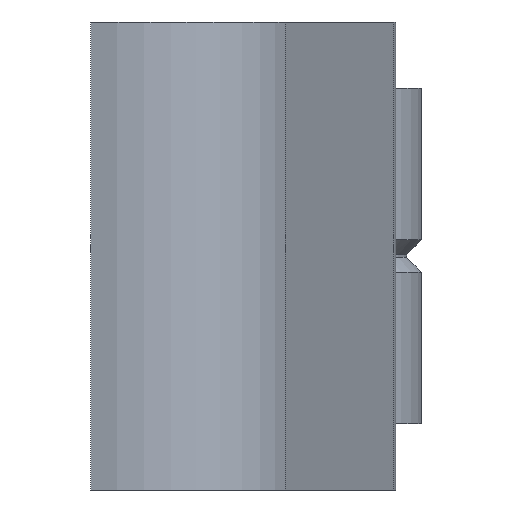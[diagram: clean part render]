
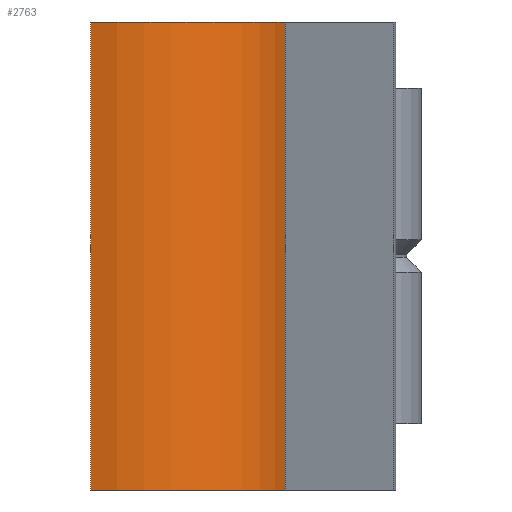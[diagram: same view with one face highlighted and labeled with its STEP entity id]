
A CAD part, front view. The second image highlights one B-rep face of the part: STEP entity #2763.
In plain terms, the highlighted cylindrical face has radius 10.475 mm (diameter 20.95 mm), a partial arc.
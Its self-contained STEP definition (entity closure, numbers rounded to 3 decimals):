
#115 = CARTESIAN_POINT ( 'NONE',  ( 15.875, 11.95, -37.5 ) ) ;
#251 = EDGE_CURVE ( 'NONE', #3458, #1271, #4010, .T. ) ;
#272 = AXIS2_PLACEMENT_3D ( 'NONE', #3007, #727, #3377 ) ;
#406 = EDGE_LOOP ( 'NONE', ( #4702, #3811, #3716, #4054 ) ) ;
#473 = CARTESIAN_POINT ( 'NONE',  ( -15.875, 11.95, -37.5 ) ) ;
#727 = DIRECTION ( 'NONE',  ( -1., 0., 0. ) ) ;
#843 = CARTESIAN_POINT ( 'NONE',  ( 15.875, 1.475, -37.5 ) ) ;
#946 = DIRECTION ( 'NONE',  ( 1., 0., 0. ) ) ;
#949 = AXIS2_PLACEMENT_3D ( 'NONE', #843, #3486, #1216 ) ;
#1216 = DIRECTION ( 'NONE',  ( 0., 0., 1. ) ) ;
#1271 = VERTEX_POINT ( 'NONE', #115 ) ;
#1337 = FACE_OUTER_BOUND ( 'NONE', #406, .T. ) ;
#1457 = AXIS2_PLACEMENT_3D ( 'NONE', #2042, #3918, #2020 ) ;
#1636 = CARTESIAN_POINT ( 'NONE',  ( -15.875, 1.475, -47.975 ) ) ;
#1698 = EDGE_CURVE ( 'NONE', #3458, #3576, #2367, .T. ) ;
#1981 = CARTESIAN_POINT ( 'NONE',  ( -58.552, 11.95, -37.5 ) ) ;
#2020 = DIRECTION ( 'NONE',  ( 0., 0., -1. ) ) ;
#2042 = CARTESIAN_POINT ( 'NONE',  ( -58.552, 1.475, -37.5 ) ) ;
#2367 = CIRCLE ( 'NONE', #272, 10.475 ) ;
#2382 = DIRECTION ( 'NONE',  ( 1., 0., 0. ) ) ;
#2763 = ADVANCED_FACE ( 'NONE', ( #1337 ), #4120, .T. ) ;
#2881 = EDGE_CURVE ( 'NONE', #4799, #1271, #4690, .T. ) ;
#3007 = CARTESIAN_POINT ( 'NONE',  ( -15.875, 1.475, -37.5 ) ) ;
#3164 = LINE ( 'NONE', #3220, #4027 ) ;
#3220 = CARTESIAN_POINT ( 'NONE',  ( -15.875, 1.475, -47.975 ) ) ;
#3377 = DIRECTION ( 'NONE',  ( 0., 0., -1. ) ) ;
#3458 = VERTEX_POINT ( 'NONE', #473 ) ;
#3486 = DIRECTION ( 'NONE',  ( 1., 0., 0. ) ) ;
#3576 = VERTEX_POINT ( 'NONE', #1636 ) ;
#3656 = EDGE_CURVE ( 'NONE', #3576, #4799, #3164, .T. ) ;
#3716 = ORIENTED_EDGE ( 'NONE', *, *, #251, .T. ) ;
#3811 = ORIENTED_EDGE ( 'NONE', *, *, #1698, .F. ) ;
#3891 = VECTOR ( 'NONE', #2382, 1000. ) ;
#3918 = DIRECTION ( 'NONE',  ( 1., 0., 0. ) ) ;
#4010 = LINE ( 'NONE', #1981, #3891 ) ;
#4027 = VECTOR ( 'NONE', #946, 1000. ) ;
#4054 = ORIENTED_EDGE ( 'NONE', *, *, #2881, .F. ) ;
#4120 = CYLINDRICAL_SURFACE ( 'NONE', #1457, 10.475 ) ;
#4325 = CARTESIAN_POINT ( 'NONE',  ( 15.875, 1.475, -47.975 ) ) ;
#4690 = CIRCLE ( 'NONE', #949, 10.475 ) ;
#4702 = ORIENTED_EDGE ( 'NONE', *, *, #3656, .F. ) ;
#4799 = VERTEX_POINT ( 'NONE', #4325 ) ;
